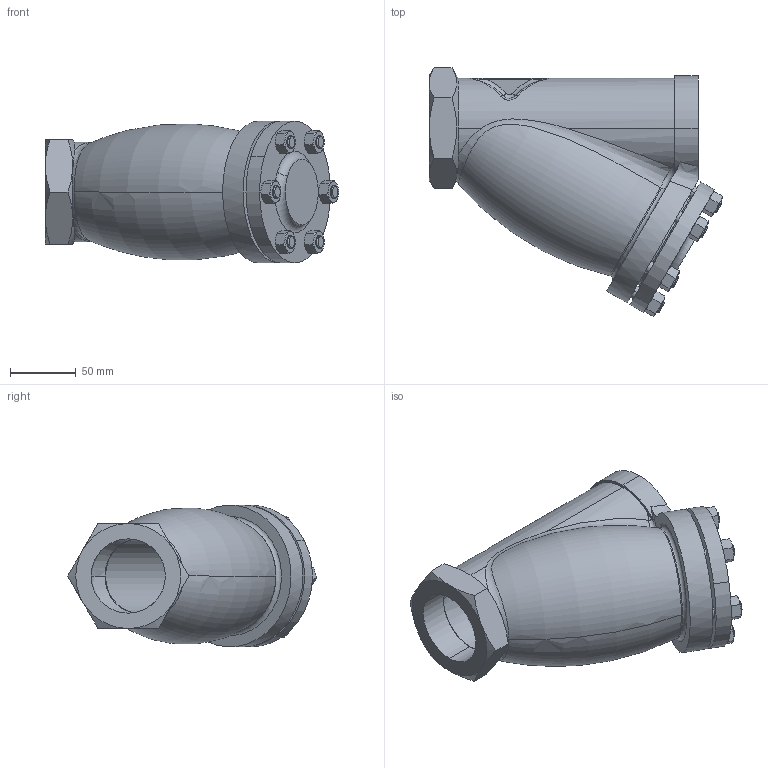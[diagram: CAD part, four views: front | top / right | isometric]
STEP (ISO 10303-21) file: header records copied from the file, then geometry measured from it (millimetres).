
FILE_DESCRIPTION (( 'STEP AP214' ), '1' );
FILE_NAME ('823_DN50_PN16.STEP', '2009-12-07T21:02:09', ( 'wn' ), ( 'Home' ), 'SwSTEP 2.0', 'SolidWorks 2009', '' );
FILE_SCHEMA (( 'AUTOMOTIVE_DESIGN' ));
Length unit declared in the file: millimetre
Products named in the file (1): 823_DN50_PN16
Bounding box: 223.65 x 189.65 x 108 mm (x, y, z)
Volume: 797239.1 mm3; surface area: 256526.4 mm2
Topology: 16 solids, 16 shells, 399 faces, 893 edges, 521 vertices
Faces by surface type: cone 160, cylinder 92, plane 89, bspline 35, torus 23
Entity records: 32191 total; most frequent: CARTESIAN_POINT 19139, ORIENTED_EDGE 1754, DIRECTION 1744, EDGE_CURVE 877, AXIS2_PLACEMENT_3D 765, VERTEX_POINT 521, EDGE_LOOP 442, UNCERTAINTY_MEASURE_WITH_UNIT 417
